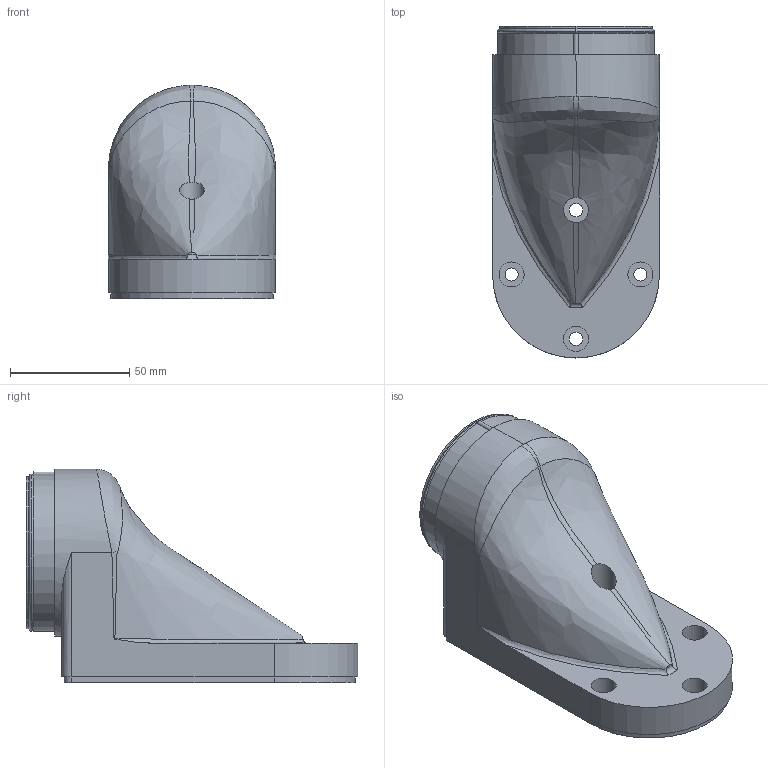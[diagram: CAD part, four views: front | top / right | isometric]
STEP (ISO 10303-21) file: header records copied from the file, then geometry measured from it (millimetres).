
FILE_DESCRIPTION (( 'STEP AP214' ), '1' );
FILE_NAME ('SZ-110D.step', '2016-10-25T14:47:30', ( '' ), ( '' ), 'SwSTEP 2.0', 'SolidWorks 2016', '' );
FILE_SCHEMA (( 'AUTOMOTIVE_DESIGN' ));
Length unit declared in the file: millimetre
Products named in the file (1): SZ-110D
Bounding box: 70 x 139 x 89.5 mm (x, y, z)
Volume: 133500 mm3; surface area: 68273.3 mm2
Topology: 3 solids, 3 shells, 114 faces, 310 edges, 201 vertices
Faces by surface type: cylinder 57, plane 28, bspline 25, torus 4
Entity records: 20576 total; most frequent: CARTESIAN_POINT 17759, ORIENTED_EDGE 610, DIRECTION 529, EDGE_CURVE 305, AXIS2_PLACEMENT_3D 215, VERTEX_POINT 201, EDGE_LOOP 140, CIRCLE 125
